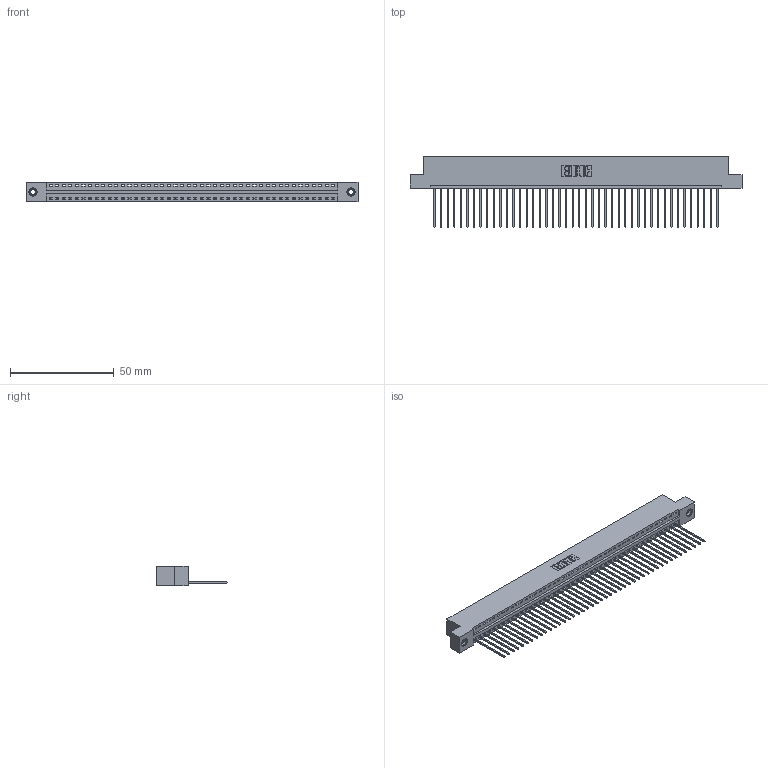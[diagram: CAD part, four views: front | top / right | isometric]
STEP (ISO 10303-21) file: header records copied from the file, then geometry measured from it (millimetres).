
FILE_DESCRIPTION (( 'STEP AP203' ), '1' );
FILE_NAME ('346-044-541-107.STEP', '2018-08-25T02:08:44', ( '' ), ( '' ), 'SwSTEP 2.0', 'SolidWorks 2016', '' );
FILE_SCHEMA (( 'CONFIG_CONTROL_DESIGN' ));
Length unit declared in the file: inch
Products named in the file (4): 346 Part_Flush Mounting Lugs - 0.156 Dia-TI; 345-292-001_345-293-141; 345-250-001_345-250-005-103; 346-044-541-107
Assembly tree (47 placements, depth 2):
  346-044-541-107
    346 Part_Flush Mounting Lugs - 0.156 Dia-TI
    345-292-001_345-293-141  x44
    345-250-001_345-250-005-103  x2
Bounding box: 160.27 x 34.29 x 9.4 mm (x, y, z)
Volume: 15487.2 mm3; surface area: 20280.6 mm2
Topology: 47 solids, 47 shells, 2734 faces, 8209 edges, 5406 vertices
Faces by surface type: plane 1868, cylinder 850, cone 12, torus 4
Entity records: 28242 total; most frequent: CARTESIAN_POINT 4823, ORIENTED_EDGE 4794, DIRECTION 4279, EDGE_CURVE 2397, LINE 2069, VECTOR 2069, VERTEX_POINT 1592, AXIS2_PLACEMENT_3D 1105
